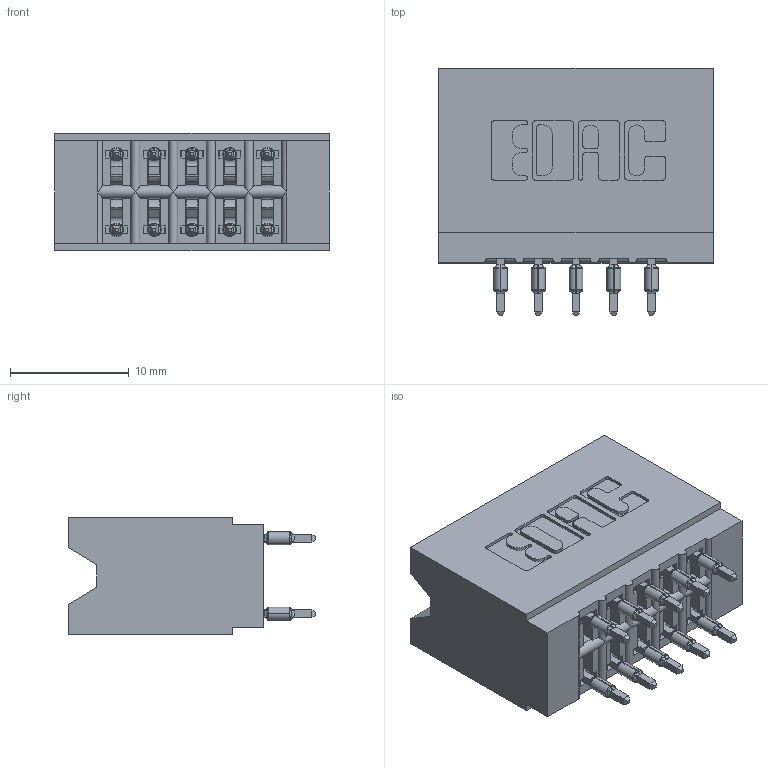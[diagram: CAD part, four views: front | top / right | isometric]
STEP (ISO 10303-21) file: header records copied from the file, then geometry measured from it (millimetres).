
FILE_DESCRIPTION (( 'STEP AP203' ), '1' );
FILE_NAME ('746-010-560-206.STEP', '2026-02-26T21:04:16', ( '' ), ( '' ), 'SwSTEP 2.0', 'SolidWorks 2023', '' );
FILE_SCHEMA (( 'CONFIG_CONTROL_DESIGN' ));
Length unit declared in the file: millimetre
Products named in the file (3): 746-010-560-206; 746 Part_.515 Slot Depth - 06; 746-292-001_560
Assembly tree (11 placements, depth 2):
  746-010-560-206
    746 Part_.515 Slot Depth - 06
    746-292-001_560  x10
Bounding box: 23.11 x 20.82 x 9.91 mm (x, y, z)
Volume: 2727.4 mm3; surface area: 3818.7 mm2
Topology: 11 solids, 11 shells, 1043 faces, 2895 edges, 1860 vertices
Faces by surface type: plane 526, cylinder 257, bspline 200, torus 60
Entity records: 13146 total; most frequent: CARTESIAN_POINT 2932, ORIENTED_EDGE 2154, DIRECTION 1869, EDGE_CURVE 1077, VECTOR 835, LINE 835, VERTEX_POINT 708, AXIS2_PLACEMENT_3D 517
